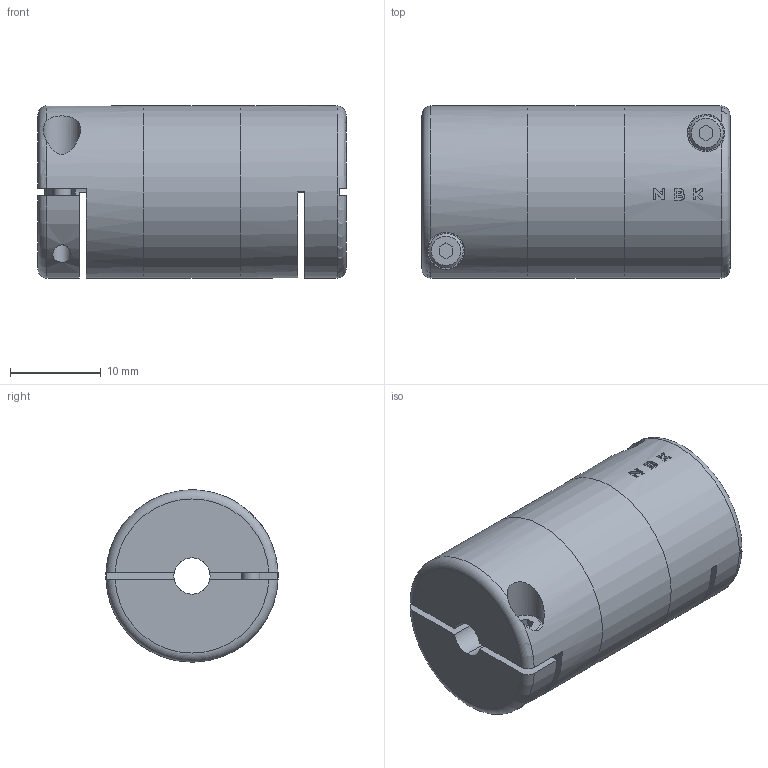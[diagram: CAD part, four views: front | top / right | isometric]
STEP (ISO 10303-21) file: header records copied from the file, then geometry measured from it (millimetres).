
FILE_DESCRIPTION(/* description */ ('STEP AP214'),/* implementation_level */ '2;1');
FILE_NAME(/* name */ 'XGL2-19C-4-5',/* time_stamp */ '2024-06-05T08:30:29+02:00',/* author */ ('License CC BY-ND 4.0'),/* organization */ ('CADENAS'),/* preprocessor_version */ 'ST-DEVELOPER v19.3',/* originating_system */ 'PARTsolutions',/* authorisation */ ' ');
FILE_SCHEMA (('AUTOMOTIVE_DESIGN {1 0 10303 214 3 1 1}'));
Length unit declared in the file: millimetre
Products named in the file (4): XGL2-19C-4-5; XGL2-19C - 4-5 - Hub 1; XGL2-19C - 4-5 - Anti-Vibration Rubber; XGL2-19C - 4-5 - Hub 2
Assembly tree (3 placements, depth 2):
  XGL2-19C-4-5
    XGL2-19C - 4-5 - Hub 1
    XGL2-19C - 4-5 - Anti-Vibration Rubber
    XGL2-19C - 4-5 - Hub 2
Bounding box: 34 x 19 x 19 mm (x, y, z)
Volume: 8531.9 mm3; surface area: 5005.4 mm2
Topology: 3 solids, 3 shells, 117 faces, 306 edges, 203 vertices
Faces by surface type: plane 79, cylinder 32, cone 4, torus 2
Full cylindrical faces by diameter (mm): 2 x4, 2.5 x2, 3.8 x2, 4 x1, 4.1 x2, 5 x1, 6 x1, 19 x3
Entity records: 3434 total; most frequent: CARTESIAN_POINT 691, DIRECTION 544, ORIENTED_EDGE 516, EDGE_CURVE 258, AXIS2_PLACEMENT_3D 195, VERTEX_POINT 182, LINE 154, VECTOR 154
